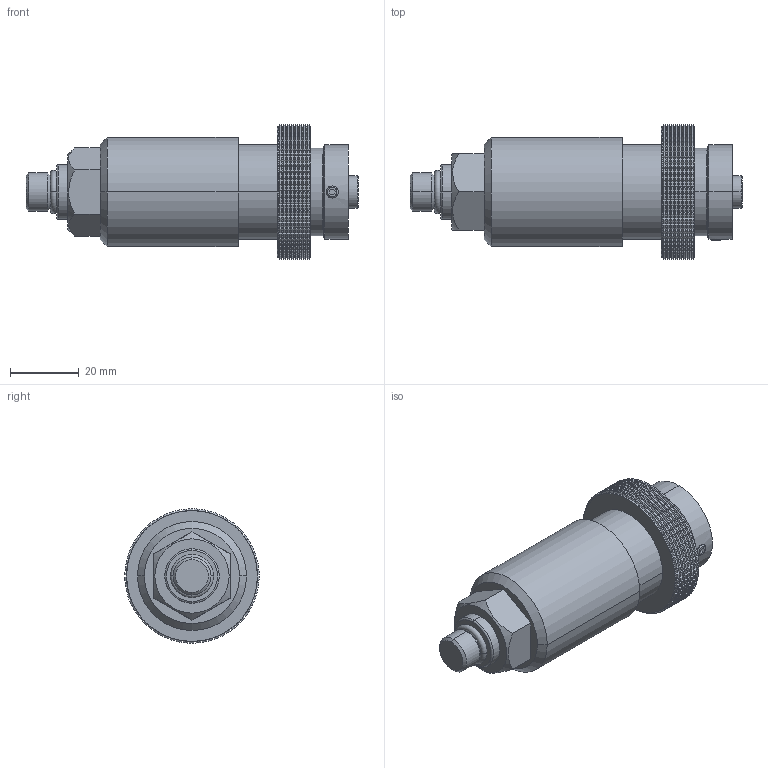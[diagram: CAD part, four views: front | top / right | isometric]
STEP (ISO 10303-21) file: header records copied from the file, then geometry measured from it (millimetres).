
FILE_DESCRIPTION((''),'2;1');
FILE_NAME('ILC70750079','2024-04-17T10:51:59',('BCoats'),(''),'CREO PARAMETRIC BY PTC INC, 2021164','CREO PARAMETRIC BY PTC INC, 2021164','');
FILE_SCHEMA(('AUTOMOTIVE_DESIGN { 1 0 10303 214 1 1 1 1 }'));
Products named in the file (1): ILC70750079
Bounding box: 96.67 x 39.11 x 39.11 mm (x, y, z)
Surface area: 12552.6 mm2 (no closed solid volume)
Topology: 0 solids, 5 shells, 2733 faces, 5555 edges, 2837 vertices
Faces by surface type: plane 1085, cone 1078, cylinder 556, torus 14
Entity records: 93813 total; most frequent: CARTESIAN_POINT 21811, ORIENTED_EDGE 11082, DIRECTION 10685, EDGE_CURVE 5551, AXIS2_PLACEMENT_3D 4509, VERTEX_POINT 2837, EDGE_LOOP 2750, FACE_OUTER_BOUND 2733
